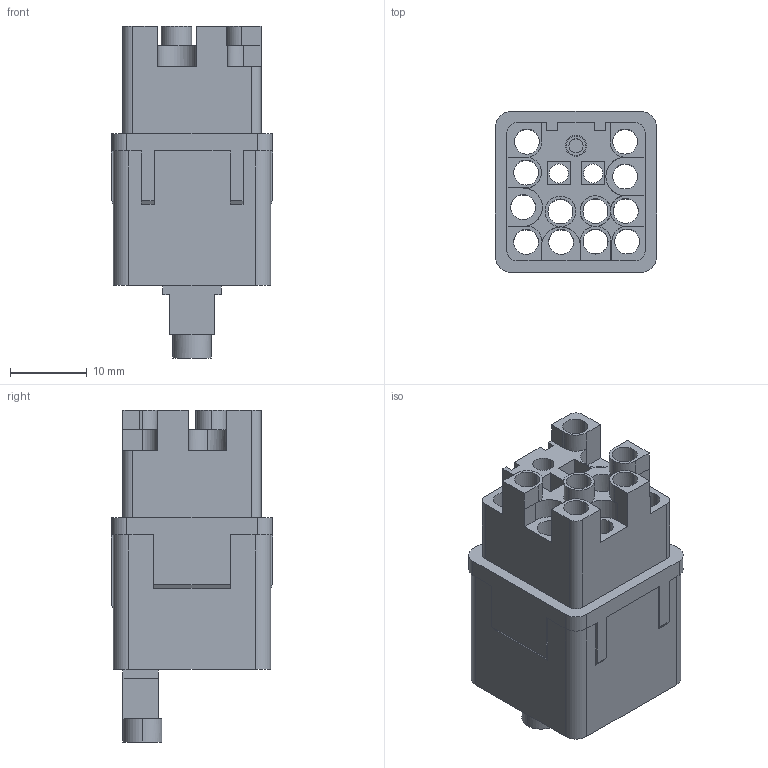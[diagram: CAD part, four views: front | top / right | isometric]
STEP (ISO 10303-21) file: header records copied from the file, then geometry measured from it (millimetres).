
FILE_DESCRIPTION (( 'STEP AP214' ), '1' );
FILE_NAME ('ZP-MC03A-1-FC012.step', '2015-08-12T18:06:09', ( '' ), ( '' ), 'SwSTEP 2.0', 'SolidWorks 2014', '' );
FILE_SCHEMA (( 'AUTOMOTIVE_DESIGN' ));
Length unit declared in the file: millimetre
Products named in the file (1): ZP-MC03A-1-FC012
Bounding box: 21 x 21 x 43.3 mm (x, y, z)
Volume: 8280.5 mm3; surface area: 9043.2 mm2
Topology: 3 solids, 3 shells, 240 faces, 659 edges, 434 vertices
Faces by surface type: plane 159, cylinder 76, cone 3, bspline 2
Entity records: 8042 total; most frequent: CARTESIAN_POINT 1462, ORIENTED_EDGE 1318, DIRECTION 1303, EDGE_CURVE 659, VECTOR 449, LINE 449, VERTEX_POINT 434, AXIS2_PLACEMENT_3D 427
